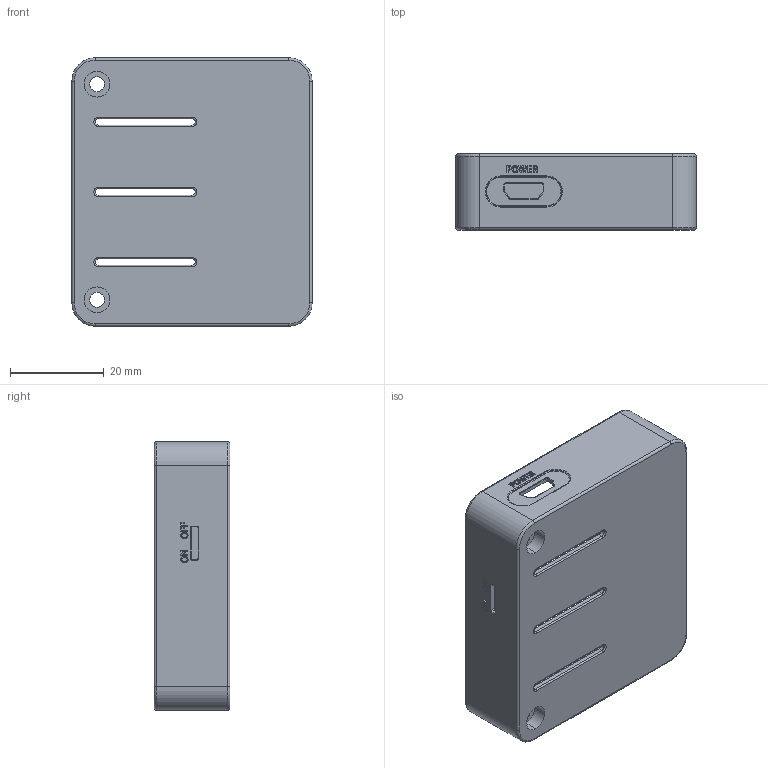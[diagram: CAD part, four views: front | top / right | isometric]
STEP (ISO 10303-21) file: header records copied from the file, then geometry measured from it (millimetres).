
FILE_DESCRIPTION (( 'STEP AP214' ), '1' );
FILE_NAME ('CoverBox.STEP', '2020-05-31T12:13:07', ( '' ), ( '' ), 'SwSTEP 2.0', 'SolidWorks 2014', '' );
FILE_SCHEMA (( 'AUTOMOTIVE_DESIGN' ));
Length unit declared in the file: millimetre
Products named in the file (1): CoverBox
Bounding box: 51.4 x 16.2 x 57.4 mm (x, y, z)
Volume: 7595.5 mm3; surface area: 13052.9 mm2
Topology: 1 solids, 1 shells, 297 faces, 759 edges, 486 vertices
Faces by surface type: plane 142, cylinder 68, bspline 53, torus 34
Entity records: 11569 total; most frequent: CARTESIAN_POINT 4524, ORIENTED_EDGE 1518, DIRECTION 1327, EDGE_CURVE 759, VERTEX_POINT 486, LINE 469, VECTOR 469, AXIS2_PLACEMENT_3D 429
